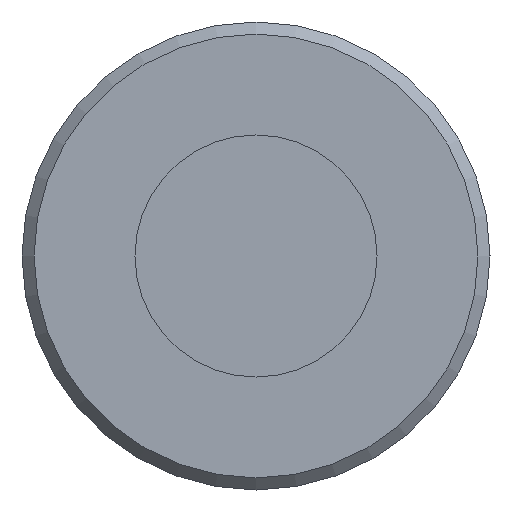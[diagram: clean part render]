
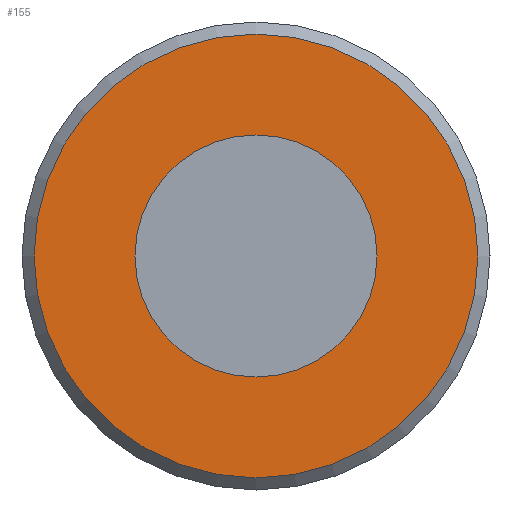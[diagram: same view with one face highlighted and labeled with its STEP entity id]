
A CAD part, left-side view. The second image highlights one B-rep face of the part: STEP entity #155.
In plain terms, the highlighted planar face has unit normal (-1, 0, 0).
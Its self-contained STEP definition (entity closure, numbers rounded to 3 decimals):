
#155 = ADVANCED_FACE( '', ( #288, #289 ), #290, .T. );
#288 = FACE_BOUND( '', #448, .T. );
#289 = FACE_OUTER_BOUND( '', #449, .T. );
#290 = PLANE( '', #450 );
#448 = EDGE_LOOP( '', ( #640 ) );
#449 = EDGE_LOOP( '', ( #641 ) );
#450 = AXIS2_PLACEMENT_3D( '', #642, #643, #644 );
#640 = ORIENTED_EDGE( '', *, *, #838, .T. );
#641 = ORIENTED_EDGE( '', *, *, #860, .F. );
#642 = CARTESIAN_POINT( '', ( 0., 27.5, 0. ) );
#643 = DIRECTION( '', ( -1., 0., 0. ) );
#644 = DIRECTION( '', ( 0., 0., 1. ) );
#838 = EDGE_CURVE( '', #947, #947, #948, .T. );
#860 = EDGE_CURVE( '', #982, #982, #983, .T. );
#947 = VERTEX_POINT( '', #1137 );
#948 = CIRCLE( '', #1138, 15. );
#982 = VERTEX_POINT( '', #1280 );
#983 = CIRCLE( '', #1281, 27.5 );
#1137 = CARTESIAN_POINT( '', ( 0., 0., -15. ) );
#1138 = AXIS2_PLACEMENT_3D( '', #1401, #1402, #1403 );
#1280 = CARTESIAN_POINT( '', ( 0., 0., -27.5 ) );
#1281 = AXIS2_PLACEMENT_3D( '', #1424, #1425, #1426 );
#1401 = CARTESIAN_POINT( '', ( 0., 0., 0. ) );
#1402 = DIRECTION( '', ( 1., 0., 0. ) );
#1403 = DIRECTION( '', ( 0., 0., -1. ) );
#1424 = CARTESIAN_POINT( '', ( 0., 0., 0. ) );
#1425 = DIRECTION( '', ( 1., 0., 0. ) );
#1426 = DIRECTION( '', ( 0., 0., -1. ) );
